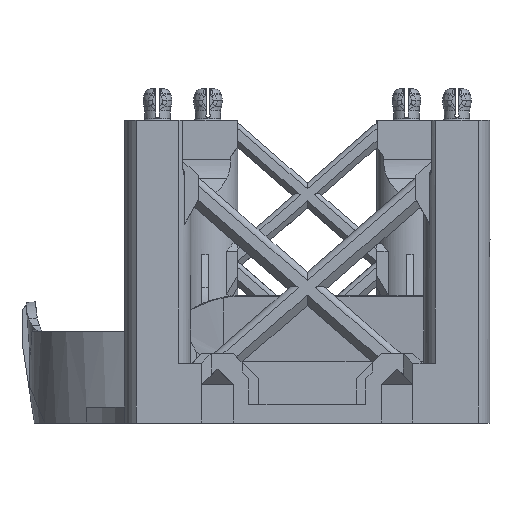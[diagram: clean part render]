
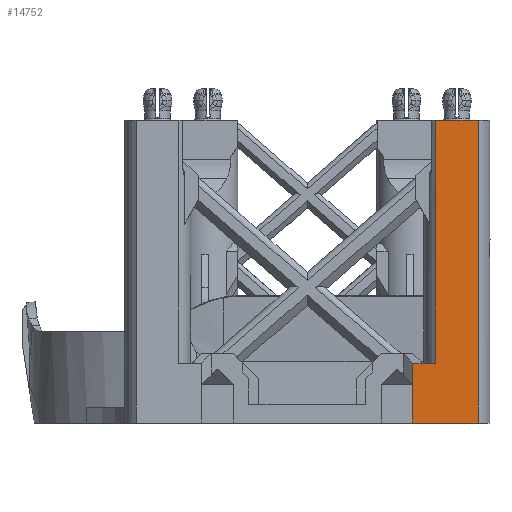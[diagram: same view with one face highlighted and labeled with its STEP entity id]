
A CAD part, left-side view. The second image highlights one B-rep face of the part: STEP entity #14752.
In plain terms, the highlighted planar face has unit normal (-1, 0, 0).
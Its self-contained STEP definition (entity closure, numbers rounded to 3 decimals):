
#2114=FACE_OUTER_BOUND('',#2954,.T.);
#2954=EDGE_LOOP('',(#12467,#12468,#12469,#12470,#12471,#12472,#12473));
#3486=LINE('',#21567,#4666);
#3661=LINE('',#22590,#4841);
#3665=LINE('',#22605,#4845);
#3987=LINE('',#26073,#5167);
#4055=LINE('',#27698,#5235);
#4058=LINE('',#27704,#5238);
#4062=LINE('',#27710,#5242);
#4666=VECTOR('',#17075,10.);
#4841=VECTOR('',#17540,10.);
#4845=VECTOR('',#17552,10.);
#5167=VECTOR('',#18662,10.);
#5235=VECTOR('',#18994,10.);
#5238=VECTOR('',#18999,10.);
#5242=VECTOR('',#19007,10.);
#5891=VERTEX_POINT('',#21564);
#5892=VERTEX_POINT('',#21566);
#6123=VERTEX_POINT('',#22588);
#6129=VERTEX_POINT('',#22602);
#6130=VERTEX_POINT('',#22604);
#6701=VERTEX_POINT('',#27696);
#6702=VERTEX_POINT('',#27700);
#7449=EDGE_CURVE('',#5891,#5892,#3486,.T.);
#7751=EDGE_CURVE('',#6123,#5891,#3661,.T.);
#7759=EDGE_CURVE('',#6129,#6130,#3665,.T.);
#8484=EDGE_CURVE('',#6130,#6123,#3987,.T.);
#8712=EDGE_CURVE('',#6129,#6701,#4055,.T.);
#8715=EDGE_CURVE('',#6702,#5892,#4058,.T.);
#8719=EDGE_CURVE('',#6701,#6702,#4062,.T.);
#12467=ORIENTED_EDGE('',*,*,#8719,.T.);
#12468=ORIENTED_EDGE('',*,*,#8715,.T.);
#12469=ORIENTED_EDGE('',*,*,#7449,.F.);
#12470=ORIENTED_EDGE('',*,*,#7751,.F.);
#12471=ORIENTED_EDGE('',*,*,#8484,.F.);
#12472=ORIENTED_EDGE('',*,*,#7759,.F.);
#12473=ORIENTED_EDGE('',*,*,#8712,.T.);
#14063=PLANE('',#15937);
#14752=ADVANCED_FACE('',(#2114),#14063,.F.);
#15937=AXIS2_PLACEMENT_3D('',#27730,#19026,#19027);
#17075=DIRECTION('',(0.,1.,0.));
#17540=DIRECTION('',(0.,0.,-1.));
#17552=DIRECTION('',(0.,0.,1.));
#18662=DIRECTION('',(0.,-1.,0.));
#18994=DIRECTION('',(0.,1.,0.));
#18999=DIRECTION('',(0.,0.,-1.));
#19007=DIRECTION('',(0.,0.,-1.));
#19026=DIRECTION('center_axis',(1.,0.,0.));
#19027=DIRECTION('ref_axis',(0.,0.,-1.));
#21564=CARTESIAN_POINT('',(-1.,2.199,0.));
#21566=CARTESIAN_POINT('',(-1.,23.,0.));
#21567=CARTESIAN_POINT('',(-1.,19.5,0.));
#22588=CARTESIAN_POINT('',(-1.,2.199,96.));
#22590=CARTESIAN_POINT('',(-1.,2.199,48.));
#22602=CARTESIAN_POINT('',(-1.,15.801,19.));
#22604=CARTESIAN_POINT('',(-1.,15.801,96.));
#22605=CARTESIAN_POINT('',(-1.,15.801,48.));
#26073=CARTESIAN_POINT('',(-1.,19.5,96.));
#27696=CARTESIAN_POINT('',(-1.,23.,19.));
#27698=CARTESIAN_POINT('',(-1.,19.,19.));
#27700=CARTESIAN_POINT('',(-1.,23.,12.2));
#27704=CARTESIAN_POINT('',(-1.,23.,3.5));
#27710=CARTESIAN_POINT('',(-1.,23.,16.75));
#27730=CARTESIAN_POINT('Origin',(-1.,74.,5.));
